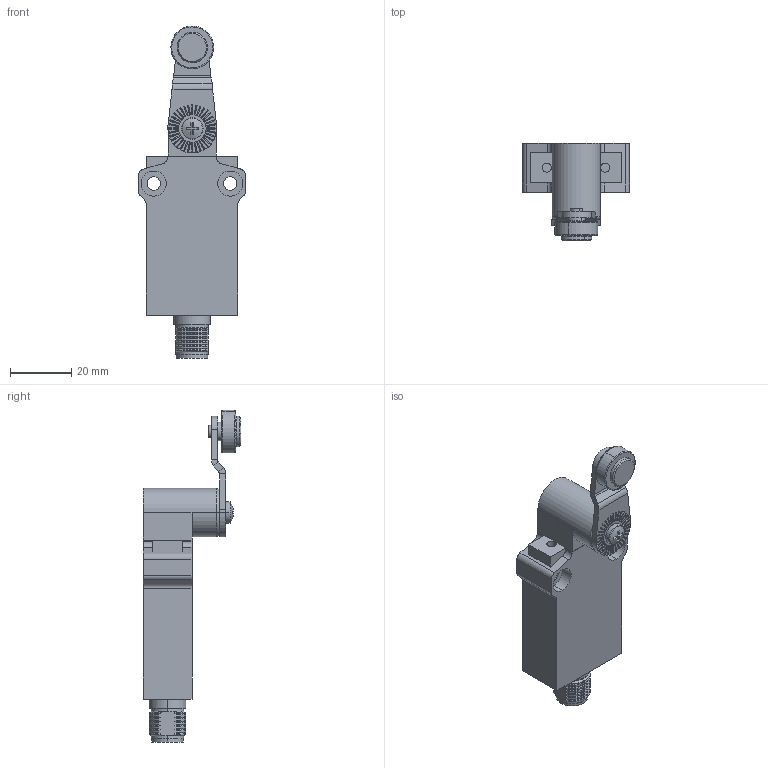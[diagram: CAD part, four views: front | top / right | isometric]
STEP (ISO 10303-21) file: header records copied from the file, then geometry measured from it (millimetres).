
FILE_DESCRIPTION (( 'STEP AP214' ), '1' );
FILE_NAME ('AEM2G4120Z11M.step', '2017-12-19T21:28:08', ( '' ), ( '' ), 'SwSTEP 2.0', 'SolidWorks 2017', '' );
FILE_SCHEMA (( 'AUTOMOTIVE_DESIGN' ));
Length unit declared in the file: inch
Products named in the file (1): AEM2G4120Z11M
Bounding box: 35 x 32 x 108.5 mm (x, y, z)
Volume: 32469.6 mm3; surface area: 11793.1 mm2
Topology: 6 solids, 6 shells, 594 faces, 1429 edges, 937 vertices
Faces by surface type: plane 300, cone 183, cylinder 93, bspline 18
Full cylindrical faces by diameter (mm): 3.5 x2
Entity records: 31335 total; most frequent: CARTESIAN_POINT 10267, ORIENTED_EDGE 2854, DIRECTION 2687, EDGE_CURVE 1427, AXIS2_PLACEMENT_3D 1074, VERTEX_POINT 937, EDGE_LOOP 694, FACE_OUTER_BOUND 594
